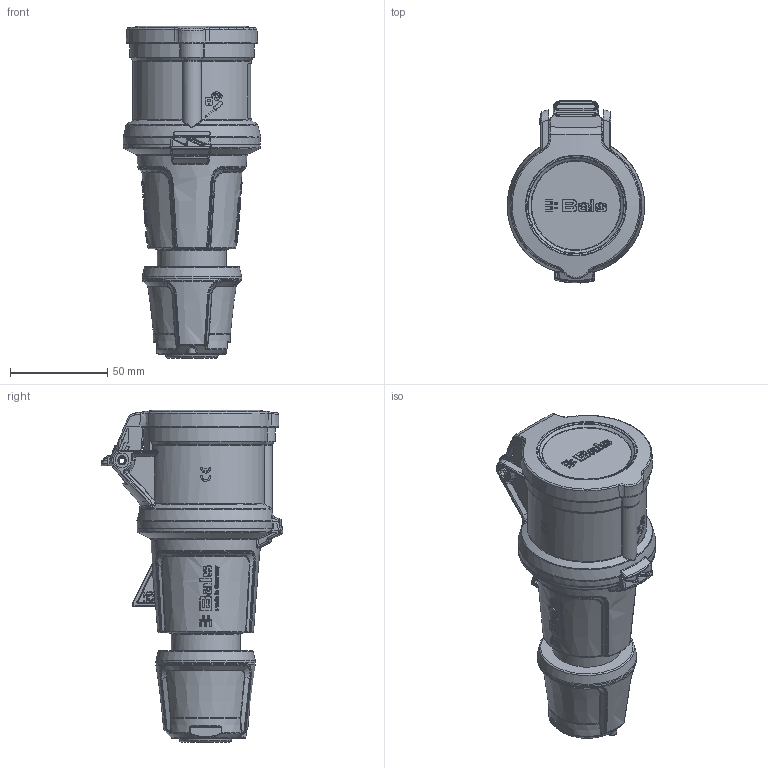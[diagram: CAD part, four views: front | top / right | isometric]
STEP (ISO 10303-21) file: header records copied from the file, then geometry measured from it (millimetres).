
FILE_DESCRIPTION(/* description */ (''),/* implementation_level */ '2;1');
FILE_NAME(/* name */ '300.stp',/* time_stamp */ '2023-09-07T15:59:37+02:00',/* author */ ('massmann'),/* organization */ (''),/* preprocessor_version */ 'ST-DEVELOPER v17',/* originating_system */ 'Autodesk Inventor 2018',/* authorisation */ '');
FILE_SCHEMA (('AUTOMOTIVE_DESIGN { 1 0 10303 214 3 1 1 }'));
Length unit declared in the file: millimetre
Products named in the file (1): 300
Bounding box: 70.57 x 93.44 x 170.54 mm (x, y, z)
Volume: 394580.6 mm3; surface area: 49645.8 mm2
Topology: 1 solids, 1 shells, 2271 faces, 5903 edges, 3720 vertices
Faces by surface type: bspline 1083, plane 573, cylinder 269, torus 168, cone 151, sphere 27
Full cylindrical faces by diameter (mm): 4.3 x1, 22 x1, 35.5 x1, 51.113 x1
Entity records: 110686 total; most frequent: CARTESIAN_POINT 59955, ORIENTED_EDGE 11762, DIRECTION 7339, EDGE_CURVE 5881, VERTEX_POINT 3721, AXIS2_PLACEMENT_3D 2789, B_SPLINE_CURVE_WITH_KNOTS 2481, EDGE_LOOP 2390
